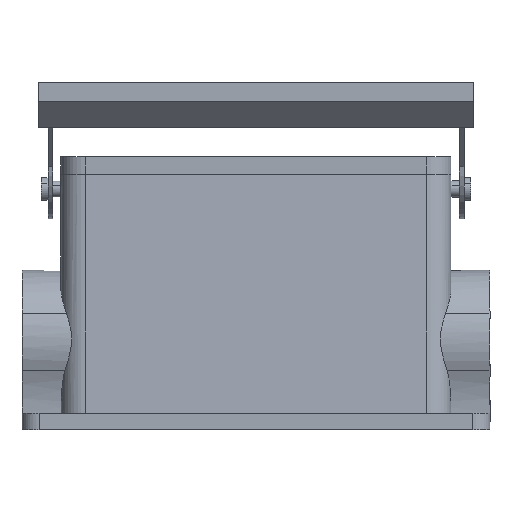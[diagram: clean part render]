
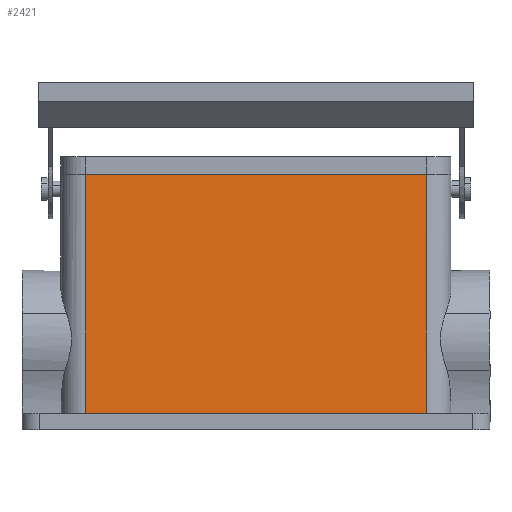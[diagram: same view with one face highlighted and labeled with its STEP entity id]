
A CAD part, left-side view. The second image highlights one B-rep face of the part: STEP entity #2421.
In plain terms, the highlighted planar face has unit normal (-0.999, 0, 0.035).
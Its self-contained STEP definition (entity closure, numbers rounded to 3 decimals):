
#2413=AXIS2_PLACEMENT_3D('Plane Axis2P3D',#2410,#2411,#2412) ;
#1291=CARTESIAN_POINT('Vertex',(15.933,19.5,5.)) ;
#1294=CARTESIAN_POINT('Line Origine',(15.933,72.,5.)) ;
#1298=CARTESIAN_POINT('Vertex',(15.933,124.5,5.)) ;
#1690=CARTESIAN_POINT('Line Origine',(18.5,72.,78.5)) ;
#1694=CARTESIAN_POINT('Vertex',(18.5,124.5,78.5)) ;
#1696=CARTESIAN_POINT('Vertex',(18.5,19.5,78.5)) ;
#1881=CARTESIAN_POINT('Line Origine',(17.169,124.5,40.381)) ;
#2395=CARTESIAN_POINT('Line Origine',(17.169,19.5,40.381)) ;
#2410=CARTESIAN_POINT('Axis2P3D Location',(18.5,72.,78.5)) ;
#1295=DIRECTION('Vector Direction',(0.,1.,0.)) ;
#1691=DIRECTION('Vector Direction',(0.,1.,0.)) ;
#1882=DIRECTION('Vector Direction',(0.035,0.,0.999)) ;
#2396=DIRECTION('Vector Direction',(0.035,0.,0.999)) ;
#2411=DIRECTION('Axis2P3D Direction',(-0.999,0.,0.035)) ;
#2412=DIRECTION('Axis2P3D XDirection',(0.,1.,0.)) ;
#1296=VECTOR('Line Direction',#1295,1.) ;
#1692=VECTOR('Line Direction',#1691,1.) ;
#1883=VECTOR('Line Direction',#1882,1.) ;
#2397=VECTOR('Line Direction',#2396,1.) ;
#2416=ORIENTED_EDGE('',*,*,#2399,.F.) ;
#2417=ORIENTED_EDGE('',*,*,#1698,.F.) ;
#2418=ORIENTED_EDGE('',*,*,#1885,.F.) ;
#2419=ORIENTED_EDGE('',*,*,#1300,.F.) ;
#2421=ADVANCED_FACE('Housing',(#2420),#2414,.T.) ;
#1300=EDGE_CURVE('',#1292,#1299,#1297,.T.) ;
#1698=EDGE_CURVE('',#1695,#1697,#1693,.F.) ;
#1885=EDGE_CURVE('',#1299,#1695,#1884,.T.) ;
#2399=EDGE_CURVE('',#1697,#1292,#2398,.F.) ;
#2415=EDGE_LOOP('',(#2416,#2417,#2418,#2419)) ;
#2420=FACE_OUTER_BOUND('',#2415,.T.) ;
#1297=LINE('Line',#1294,#1296) ;
#1693=LINE('Line',#1690,#1692) ;
#1884=LINE('Line',#1881,#1883) ;
#2398=LINE('Line',#2395,#2397) ;
#2414=PLANE('',#2413) ;
#1292=VERTEX_POINT('',#1291) ;
#1299=VERTEX_POINT('',#1298) ;
#1695=VERTEX_POINT('',#1694) ;
#1697=VERTEX_POINT('',#1696) ;
